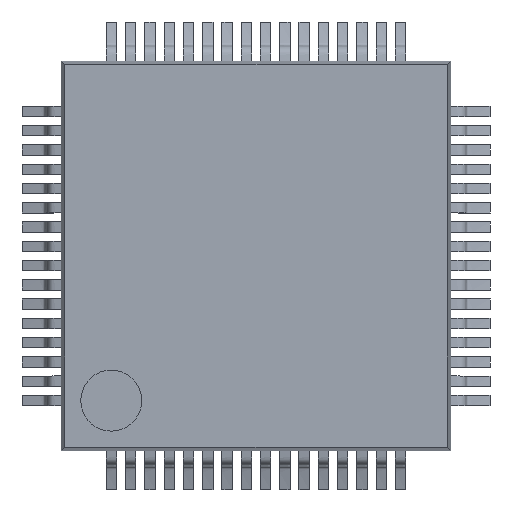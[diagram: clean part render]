
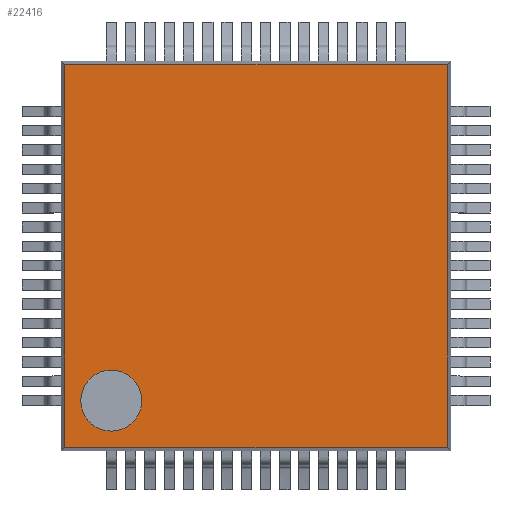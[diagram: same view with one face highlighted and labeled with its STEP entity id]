
A CAD part, top view. The second image highlights one B-rep face of the part: STEP entity #22416.
In plain terms, the highlighted planar face has unit normal (0, 0, -1).
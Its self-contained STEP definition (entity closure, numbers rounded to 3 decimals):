
#532 = CARTESIAN_POINT ( 'NONE',  ( -1.211, 11.011, 1.63 ) ) ;
#533 = CARTESIAN_POINT ( 'NONE',  ( -1.211, 1.089, 1.63 ) ) ;
#579 = DIRECTION ( 'NONE',  ( 0., -1., 0. ) ) ;
#580 = VECTOR ( 'NONE', #579, 1000. ) ;
#581 = CARTESIAN_POINT ( 'NONE',  ( -1.211, 1., 1.63 ) ) ;
#582 = LINE ( 'NONE', #581, #580 ) ;
#1511 = VERTEX_POINT ( 'NONE', #5488 ) ;
#1513 = EDGE_CURVE ( 'NONE', #1511, #1514, #5544, .T. ) ;
#1514 = VERTEX_POINT ( 'NONE', #5539 ) ;
#5488 = CARTESIAN_POINT ( 'NONE',  ( -0.797, 2.295, 1.63 ) ) ;
#5539 = CARTESIAN_POINT ( 'NONE',  ( 0.786, 2.295, 1.63 ) ) ;
#5540 = DIRECTION ( 'NONE',  ( 1., 0., 0. ) ) ;
#5541 = DIRECTION ( 'NONE',  ( 0., 0., -1. ) ) ;
#5542 = CARTESIAN_POINT ( 'NONE',  ( -0.005, 2.295, 1.63 ) ) ;
#5543 = AXIS2_PLACEMENT_3D ( 'NONE', #5542, #5541, #5540 ) ;
#5544 = CIRCLE ( 'NONE', #5543, 0.792 ) ;
#13180 = DIRECTION ( 'NONE',  ( 1., 0., 0. ) ) ;
#13181 = VECTOR ( 'NONE', #13180, 1000. ) ;
#13182 = CARTESIAN_POINT ( 'NONE',  ( 3.75, 1.089, 1.63 ) ) ;
#13183 = LINE ( 'NONE', #13182, #13181 ) ;
#13380 = FACE_BOUND ( 'NONE', #22338, .T. ) ;
#13381 = FACE_OUTER_BOUND ( 'NONE', #22345, .T. ) ;
#13397 = DIRECTION ( 'NONE',  ( -1., 0., 0. ) ) ;
#13398 = VECTOR ( 'NONE', #13397, 1000. ) ;
#13399 = CARTESIAN_POINT ( 'NONE',  ( 3.75, 11.011, 1.63 ) ) ;
#13400 = LINE ( 'NONE', #13399, #13398 ) ;
#13401 = CARTESIAN_POINT ( 'NONE',  ( 8.711, 1.089, 1.63 ) ) ;
#13402 = DIRECTION ( 'NONE',  ( 1., 0., 0. ) ) ;
#13403 = DIRECTION ( 'NONE',  ( 0., 0., -1. ) ) ;
#13404 = CARTESIAN_POINT ( 'NONE',  ( -0.005, 2.295, 1.63 ) ) ;
#13405 = AXIS2_PLACEMENT_3D ( 'NONE', #13404, #13403, #13402 ) ;
#13406 = CIRCLE ( 'NONE', #13405, 0.792 ) ;
#13407 = CARTESIAN_POINT ( 'NONE',  ( 8.711, 11.011, 1.63 ) ) ;
#13408 = DIRECTION ( 'NONE',  ( 0., 1., 0. ) ) ;
#13409 = VECTOR ( 'NONE', #13408, 1000. ) ;
#13410 = CARTESIAN_POINT ( 'NONE',  ( 8.711, 6.05, 1.63 ) ) ;
#13411 = DIRECTION ( 'NONE',  ( 1., 0., 0. ) ) ;
#13412 = DIRECTION ( 'NONE',  ( 0., 0., 1. ) ) ;
#13413 = CARTESIAN_POINT ( 'NONE',  ( 3.75, 6.05, 1.63 ) ) ;
#13414 = AXIS2_PLACEMENT_3D ( 'NONE', #13413, #13412, #13411 ) ;
#13415 = LINE ( 'NONE', #13410, #13409 ) ;
#13416 = PLANE ( 'NONE',  #13414 ) ;
#21293 = VERTEX_POINT ( 'NONE', #533 ) ;
#21294 = VERTEX_POINT ( 'NONE', #532 ) ;
#21304 = EDGE_CURVE ( 'NONE', #21294, #21293, #582, .T. ) ;
#22338 = EDGE_LOOP ( 'NONE', ( #22419, #22410 ) ) ;
#22339 = EDGE_CURVE ( 'NONE', #21293, #22422, #13183, .T. ) ;
#22340 = ORIENTED_EDGE ( 'NONE', *, *, #21304, .F. ) ;
#22343 = ORIENTED_EDGE ( 'NONE', *, *, #22339, .F. ) ;
#22345 = EDGE_LOOP ( 'NONE', ( #22421, #22343, #22340, #22423 ) ) ;
#22410 = ORIENTED_EDGE ( 'NONE', *, *, #1513, .F. ) ;
#22416 = ADVANCED_FACE ( 'NONE', ( #13381, #13380 ), #13416, .F. ) ;
#22417 = EDGE_CURVE ( 'NONE', #22422, #22418, #13415, .T. ) ;
#22418 = VERTEX_POINT ( 'NONE', #13407 ) ;
#22419 = ORIENTED_EDGE ( 'NONE', *, *, #22420, .F. ) ;
#22420 = EDGE_CURVE ( 'NONE', #1514, #1511, #13406, .T. ) ;
#22421 = ORIENTED_EDGE ( 'NONE', *, *, #22417, .F. ) ;
#22422 = VERTEX_POINT ( 'NONE', #13401 ) ;
#22423 = ORIENTED_EDGE ( 'NONE', *, *, #22424, .F. ) ;
#22424 = EDGE_CURVE ( 'NONE', #22418, #21294, #13400, .T. ) ;
